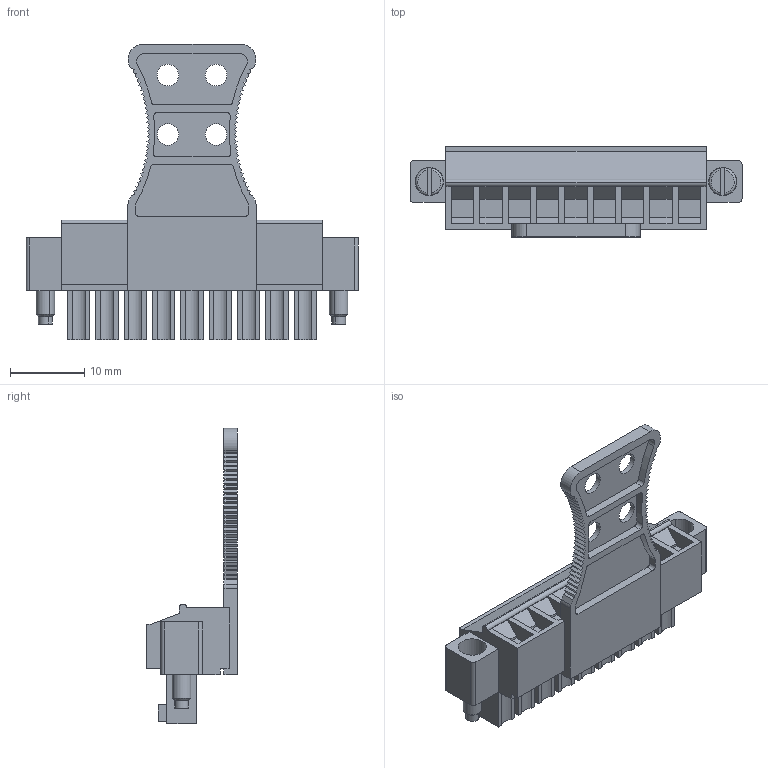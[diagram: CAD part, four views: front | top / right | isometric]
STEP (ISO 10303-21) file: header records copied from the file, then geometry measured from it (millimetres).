
FILE_DESCRIPTION(('CATIA V5 STEP Exchange','CAx-IF Rec.Pracs.--- Model Styling and Organization---1.2---2011-12-15'),'2;1');
FILE_NAME ('D1448177_0_1072160000_1072160000.stp','2018-09-19T13:41:45+00:00',('none'),('Weidmueller'),'CATIA Version 5-6 Release 2014','CATIA V5 STEP AP214','none');
FILE_SCHEMA(('AUTOMOTIVE_DESIGN { 1 0 10303 214 1 1 1 1 }'));
Length unit declared in the file: millimetre
Products named in the file (1): 1072160000
Bounding box: 44.68 x 12.2 x 39.75 mm (x, y, z)
Volume: 4213.1 mm3; surface area: 4860.5 mm2
Topology: 4 solids, 4 shells, 513 faces, 1366 edges, 904 vertices
Faces by surface type: plane 377, cylinder 102, cone 26, torus 8
Entity records: 14713 total; most frequent: ORIENTED_EDGE 2732, CARTESIAN_POINT 2628, DIRECTION 2008, EDGE_CURVE 1366, VECTOR 1094, LINE 1094, VERTEX_POINT 904, AXIS2_PLACEMENT_3D 590
